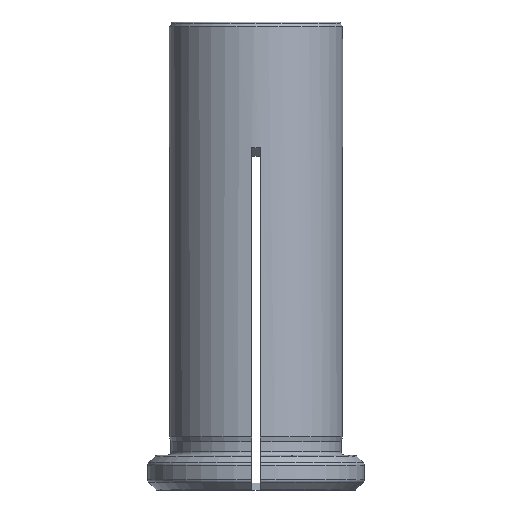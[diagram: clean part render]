
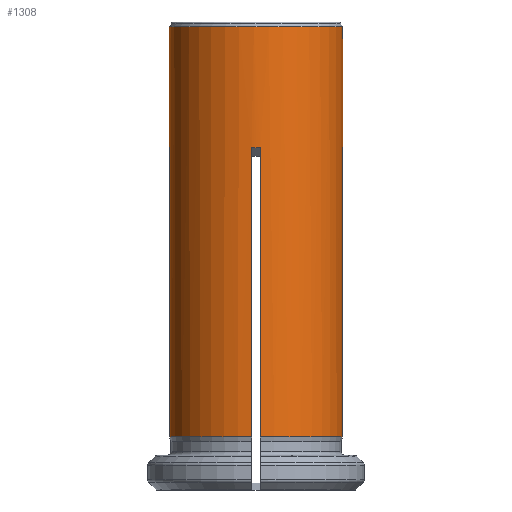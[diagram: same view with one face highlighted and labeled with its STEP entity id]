
A CAD part, front view. The second image highlights one B-rep face of the part: STEP entity #1308.
In plain terms, the highlighted cylindrical face has radius 10 mm (diameter 20 mm), a full revolution.
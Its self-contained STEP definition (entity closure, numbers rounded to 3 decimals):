
#28=ELLIPSE('',#1455,14.142,10.);
#29=ELLIPSE('',#1456,14.142,10.);
#30=ELLIPSE('',#1457,14.142,10.);
#31=ELLIPSE('',#1458,14.142,10.);
#97=LINE('',#2365,#165);
#98=LINE('',#2369,#166);
#99=LINE('',#2370,#167);
#100=LINE('',#2374,#168);
#101=LINE('',#2375,#169);
#102=LINE('',#2379,#170);
#103=LINE('',#2380,#171);
#104=LINE('',#2384,#172);
#165=VECTOR('',#1754,1000.);
#166=VECTOR('',#1757,1000.);
#167=VECTOR('',#1758,1000.);
#168=VECTOR('',#1761,1000.);
#169=VECTOR('',#1762,1000.);
#170=VECTOR('',#1765,1000.);
#171=VECTOR('',#1766,1000.);
#172=VECTOR('',#1769,1000.);
#199=CYLINDRICAL_SURFACE('',#1454,10.);
#507=ORIENTED_EDGE('',*,*,#858,.F.);
#508=ORIENTED_EDGE('',*,*,#859,.F.);
#509=ORIENTED_EDGE('',*,*,#860,.T.);
#510=ORIENTED_EDGE('',*,*,#686,.F.);
#511=ORIENTED_EDGE('',*,*,#861,.F.);
#512=ORIENTED_EDGE('',*,*,#862,.F.);
#513=ORIENTED_EDGE('',*,*,#863,.T.);
#514=ORIENTED_EDGE('',*,*,#720,.F.);
#515=ORIENTED_EDGE('',*,*,#864,.F.);
#516=ORIENTED_EDGE('',*,*,#865,.F.);
#517=ORIENTED_EDGE('',*,*,#866,.T.);
#518=ORIENTED_EDGE('',*,*,#754,.F.);
#519=ORIENTED_EDGE('',*,*,#867,.F.);
#520=ORIENTED_EDGE('',*,*,#868,.F.);
#521=ORIENTED_EDGE('',*,*,#869,.T.);
#522=ORIENTED_EDGE('',*,*,#789,.F.);
#523=ORIENTED_EDGE('',*,*,#793,.F.);
#686=EDGE_CURVE('',#886,#887,#1022,.F.);
#720=EDGE_CURVE('',#910,#911,#1034,.F.);
#754=EDGE_CURVE('',#934,#935,#1046,.F.);
#789=EDGE_CURVE('',#958,#960,#1058,.F.);
#793=EDGE_CURVE('',#963,#963,#1061,.F.);
#858=EDGE_CURVE('',#1014,#958,#97,.F.);
#859=EDGE_CURVE('',#1015,#1014,#28,.F.);
#860=EDGE_CURVE('',#1015,#887,#98,.F.);
#861=EDGE_CURVE('',#1016,#886,#99,.F.);
#862=EDGE_CURVE('',#1017,#1016,#29,.F.);
#863=EDGE_CURVE('',#1017,#911,#100,.F.);
#864=EDGE_CURVE('',#1018,#910,#101,.F.);
#865=EDGE_CURVE('',#1019,#1018,#30,.F.);
#866=EDGE_CURVE('',#1019,#935,#102,.F.);
#867=EDGE_CURVE('',#1020,#934,#103,.F.);
#868=EDGE_CURVE('',#1021,#1020,#31,.F.);
#869=EDGE_CURVE('',#1021,#960,#104,.F.);
#886=VERTEX_POINT('',#1823);
#887=VERTEX_POINT('',#1824);
#910=VERTEX_POINT('',#1940);
#911=VERTEX_POINT('',#1941);
#934=VERTEX_POINT('',#2057);
#935=VERTEX_POINT('',#2058);
#958=VERTEX_POINT('',#2177);
#960=VERTEX_POINT('',#2180);
#963=VERTEX_POINT('',#2191);
#1014=VERTEX_POINT('',#2366);
#1015=VERTEX_POINT('',#2368);
#1016=VERTEX_POINT('',#2371);
#1017=VERTEX_POINT('',#2373);
#1018=VERTEX_POINT('',#2376);
#1019=VERTEX_POINT('',#2378);
#1020=VERTEX_POINT('',#2381);
#1021=VERTEX_POINT('',#2383);
#1022=CIRCLE('',#1340,10.);
#1034=CIRCLE('',#1363,10.);
#1046=CIRCLE('',#1386,10.);
#1058=CIRCLE('',#1409,10.);
#1061=CIRCLE('',#1413,10.);
#1140=EDGE_LOOP('',(#507,#508,#509,#510,#511,#512,#513,#514,#515,#516,#517,
#518,#519,#520,#521,#522));
#1141=EDGE_LOOP('',(#523));
#1222=FACE_BOUND('',#1140,.T.);
#1223=FACE_BOUND('',#1141,.T.);
#1308=ADVANCED_FACE('',(#1222,#1223),#199,.T.);
#1340=AXIS2_PLACEMENT_3D('',#1822,#1480,#1481);
#1363=AXIS2_PLACEMENT_3D('',#1939,#1532,#1533);
#1386=AXIS2_PLACEMENT_3D('',#2056,#1584,#1585);
#1409=AXIS2_PLACEMENT_3D('',#2179,#1636,#1637);
#1413=AXIS2_PLACEMENT_3D('',#2190,#1644,#1645);
#1454=AXIS2_PLACEMENT_3D('',#2364,#1752,#1753);
#1455=AXIS2_PLACEMENT_3D('',#2367,#1755,#1756);
#1456=AXIS2_PLACEMENT_3D('',#2372,#1759,#1760);
#1457=AXIS2_PLACEMENT_3D('',#2377,#1763,#1764);
#1458=AXIS2_PLACEMENT_3D('',#2382,#1767,#1768);
#1480=DIRECTION('',(0.,0.,1.));
#1481=DIRECTION('',(1.,0.,0.));
#1532=DIRECTION('',(0.,0.,1.));
#1533=DIRECTION('',(1.,0.,0.));
#1584=DIRECTION('',(0.,0.,1.));
#1585=DIRECTION('',(1.,0.,0.));
#1636=DIRECTION('',(0.,0.,1.));
#1637=DIRECTION('',(1.,0.,0.));
#1644=DIRECTION('',(0.,0.,-1.));
#1645=DIRECTION('',(-1.,0.,0.));
#1752=DIRECTION('',(0.,0.,1.));
#1753=DIRECTION('',(1.,0.,0.));
#1754=DIRECTION('',(0.,0.,1.));
#1755=DIRECTION('',(0.,-0.707,0.707));
#1756=DIRECTION('',(0.,0.707,0.707));
#1757=DIRECTION('',(0.,0.,1.));
#1758=DIRECTION('',(0.,0.,1.));
#1759=DIRECTION('',(0.707,0.,0.707));
#1760=DIRECTION('',(-0.707,0.,0.707));
#1761=DIRECTION('',(0.,0.,1.));
#1762=DIRECTION('',(0.,0.,1.));
#1763=DIRECTION('',(0.,0.707,0.707));
#1764=DIRECTION('',(0.,-0.707,0.707));
#1765=DIRECTION('',(0.,0.,1.));
#1766=DIRECTION('',(0.,0.,1.));
#1767=DIRECTION('',(-0.707,0.,0.707));
#1768=DIRECTION('',(0.707,0.,0.707));
#1769=DIRECTION('',(0.,0.,1.));
#1822=CARTESIAN_POINT('',(0.,0.,2.127));
#1823=CARTESIAN_POINT('',(-9.987,0.5,2.127));
#1824=CARTESIAN_POINT('',(-0.5,9.987,2.127));
#1939=CARTESIAN_POINT('',(0.,0.,2.127));
#1940=CARTESIAN_POINT('',(-0.5,-9.987,2.127));
#1941=CARTESIAN_POINT('',(-9.987,-0.5,2.127));
#2056=CARTESIAN_POINT('',(0.,0.,2.127));
#2057=CARTESIAN_POINT('',(9.987,-0.5,2.127));
#2058=CARTESIAN_POINT('',(0.5,-9.987,2.127));
#2177=CARTESIAN_POINT('',(0.5,9.987,2.127));
#2179=CARTESIAN_POINT('',(0.,0.,2.127));
#2180=CARTESIAN_POINT('',(9.987,0.5,2.127));
#2190=CARTESIAN_POINT('',(0.,0.,49.473));
#2191=CARTESIAN_POINT('',(-10.,0.,49.473));
#2364=CARTESIAN_POINT('',(0.,0.,60.));
#2365=CARTESIAN_POINT('',(0.5,9.987,60.));
#2366=CARTESIAN_POINT('',(0.5,9.987,35.487));
#2367=CARTESIAN_POINT('',(0.,0.,25.5));
#2368=CARTESIAN_POINT('',(-0.5,9.987,35.487));
#2369=CARTESIAN_POINT('',(-0.5,9.987,60.));
#2370=CARTESIAN_POINT('',(-9.987,0.5,60.));
#2371=CARTESIAN_POINT('',(-9.987,0.5,35.487));
#2372=CARTESIAN_POINT('',(0.,0.,25.5));
#2373=CARTESIAN_POINT('',(-9.987,-0.5,35.487));
#2374=CARTESIAN_POINT('',(-9.987,-0.5,60.));
#2375=CARTESIAN_POINT('',(-0.5,-9.987,60.));
#2376=CARTESIAN_POINT('',(-0.5,-9.987,35.487));
#2377=CARTESIAN_POINT('',(0.,0.,25.5));
#2378=CARTESIAN_POINT('',(0.5,-9.987,35.487));
#2379=CARTESIAN_POINT('',(0.5,-9.987,60.));
#2380=CARTESIAN_POINT('',(9.987,-0.5,60.));
#2381=CARTESIAN_POINT('',(9.987,-0.5,35.487));
#2382=CARTESIAN_POINT('',(0.,0.,25.5));
#2383=CARTESIAN_POINT('',(9.987,0.5,35.487));
#2384=CARTESIAN_POINT('',(9.987,0.5,60.));
